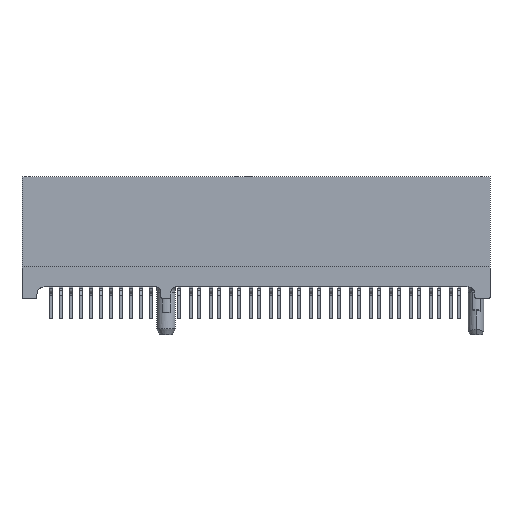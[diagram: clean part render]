
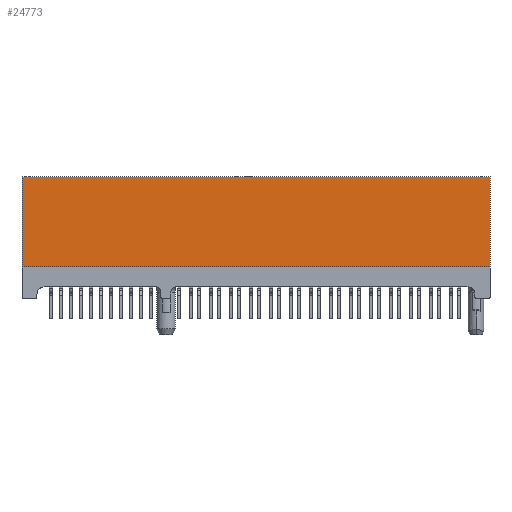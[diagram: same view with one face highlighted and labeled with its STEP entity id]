
A CAD part, front view. The second image highlights one B-rep face of the part: STEP entity #24773.
In plain terms, the highlighted planar face has unit normal (0, -1, 0).
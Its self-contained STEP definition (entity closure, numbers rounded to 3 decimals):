
#173=DIRECTION('',(-1.,0.,0.));
#174=VECTOR('',#173,59.436);
#175=CARTESIAN_POINT('',(29.718,-4.445,0.));
#176=LINE('',#175,#174);
#2342=DIRECTION('',(-1.,0.,0.));
#2343=VECTOR('',#2342,59.436);
#2344=CARTESIAN_POINT('',(29.718,-4.445,-11.43));
#2345=LINE('',#2344,#2343);
#2366=DIRECTION('',(0.,0.,1.));
#2367=VECTOR('',#2366,11.43);
#2368=CARTESIAN_POINT('',(-29.718,-4.445,-11.43));
#2369=LINE('',#2368,#2367);
#2390=DIRECTION('',(0.,0.,-1.));
#2391=VECTOR('',#2390,11.43);
#2392=CARTESIAN_POINT('',(29.718,-4.445,0.));
#2393=LINE('',#2392,#2391);
#17546=CARTESIAN_POINT('',(-29.718,-4.445,0.));
#17548=VERTEX_POINT('',#17546);
#17550=CARTESIAN_POINT('',(29.718,-4.445,0.));
#17551=VERTEX_POINT('',#17550);
#17558=CARTESIAN_POINT('',(29.718,-4.445,-11.43));
#17559=CARTESIAN_POINT('',(-29.718,-4.445,-11.43));
#17560=VERTEX_POINT('',#17558);
#17561=VERTEX_POINT('',#17559);
#24761=CARTESIAN_POINT('',(-29.718,-4.445,0.));
#24762=DIRECTION('',(0.,-1.,0.));
#24763=DIRECTION('',(1.,0.,0.));
#24764=AXIS2_PLACEMENT_3D('',#24761,#24762,#24763);
#24765=PLANE('',#24764);
#24766=ORIENTED_EDGE('',*,*,#22919,.F.);
#24768=ORIENTED_EDGE('',*,*,#24767,.T.);
#24769=ORIENTED_EDGE('',*,*,#24740,.T.);
#24770=ORIENTED_EDGE('',*,*,#22971,.T.);
#24771=EDGE_LOOP('',(#24766,#24768,#24769,#24770));
#24772=FACE_OUTER_BOUND('',#24771,.F.);
#22919=EDGE_CURVE('',#17551,#17548,#176,.T.);
#22971=EDGE_CURVE('',#17561,#17548,#2369,.T.);
#24740=EDGE_CURVE('',#17560,#17561,#2345,.T.);
#24767=EDGE_CURVE('',#17551,#17560,#2393,.T.);
#24773=ADVANCED_FACE('',(#24772),#24765,.T.);
